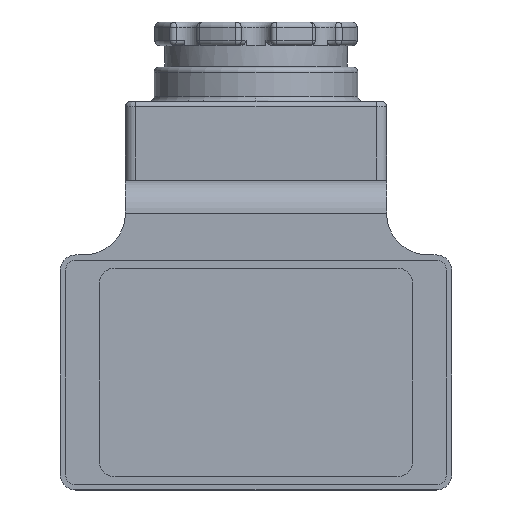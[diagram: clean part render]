
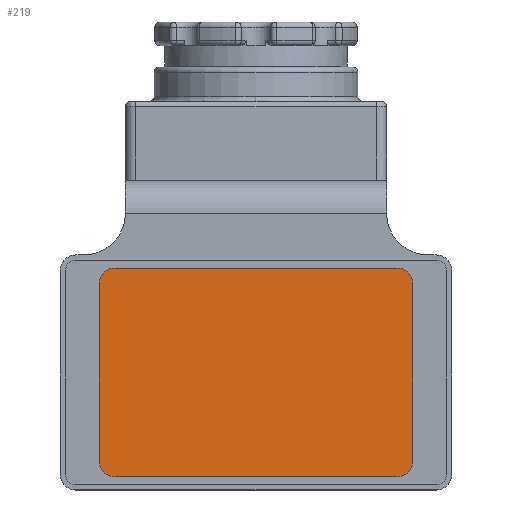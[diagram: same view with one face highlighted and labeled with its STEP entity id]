
A CAD part, top view. The second image highlights one B-rep face of the part: STEP entity #219.
In plain terms, the highlighted planar face has unit normal (0, 0, 1).
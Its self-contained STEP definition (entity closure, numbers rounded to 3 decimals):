
#33 = VERTEX_POINT('',#34);
#34 = CARTESIAN_POINT('',(2.721,17.77,1.42));
#40 = EDGE_CURVE('',#33,#41,#43,.T.);
#41 = VERTEX_POINT('',#42);
#42 = CARTESIAN_POINT('',(3.021,17.47,1.42));
#43 = CIRCLE('',#44,0.3);
#44 = AXIS2_PLACEMENT_3D('',#45,#46,#47);
#45 = CARTESIAN_POINT('',(2.721,17.47,1.42));
#46 = DIRECTION('',(0.,0.,-1.));
#47 = DIRECTION('',(0.,1.,0.));
#199 = EDGE_CURVE('',#200,#33,#202,.T.);
#200 = VERTEX_POINT('',#201);
#201 = CARTESIAN_POINT('',(-2.68,17.77,1.42));
#202 = LINE('',#203,#204);
#203 = CARTESIAN_POINT('',(-2.68,17.77,1.42));
#204 = VECTOR('',#205,1.);
#205 = DIRECTION('',(1.,0.,0.));
#219 = ADVANCED_FACE('',(#220),#273,.T.);
#220 = FACE_BOUND('',#221,.T.);
#221 = EDGE_LOOP('',(#222,#232,#241,#247,#248,#249,#258,#266));
#222 = ORIENTED_EDGE('',*,*,#223,.F.);
#223 = EDGE_CURVE('',#224,#226,#228,.T.);
#224 = VERTEX_POINT('',#225);
#225 = CARTESIAN_POINT('',(2.721,13.77,1.42));
#226 = VERTEX_POINT('',#227);
#227 = CARTESIAN_POINT('',(-2.68,13.77,1.42));
#228 = LINE('',#229,#230);
#229 = CARTESIAN_POINT('',(2.721,13.77,1.42));
#230 = VECTOR('',#231,1.);
#231 = DIRECTION('',(-1.,0.,0.));
#232 = ORIENTED_EDGE('',*,*,#233,.F.);
#233 = EDGE_CURVE('',#234,#224,#236,.T.);
#234 = VERTEX_POINT('',#235);
#235 = CARTESIAN_POINT('',(3.021,14.07,1.42));
#236 = CIRCLE('',#237,0.3);
#237 = AXIS2_PLACEMENT_3D('',#238,#239,#240);
#238 = CARTESIAN_POINT('',(2.721,14.07,1.42));
#239 = DIRECTION('',(0.,0.,-1.));
#240 = DIRECTION('',(1.,0.,0.));
#241 = ORIENTED_EDGE('',*,*,#242,.F.);
#242 = EDGE_CURVE('',#41,#234,#243,.T.);
#243 = LINE('',#244,#245);
#244 = CARTESIAN_POINT('',(3.021,17.47,1.42));
#245 = VECTOR('',#246,1.);
#246 = DIRECTION('',(0.,-1.,0.));
#247 = ORIENTED_EDGE('',*,*,#40,.F.);
#248 = ORIENTED_EDGE('',*,*,#199,.F.);
#249 = ORIENTED_EDGE('',*,*,#250,.F.);
#250 = EDGE_CURVE('',#251,#200,#253,.T.);
#251 = VERTEX_POINT('',#252);
#252 = CARTESIAN_POINT('',(-2.98,17.47,1.42));
#253 = CIRCLE('',#254,0.3);
#254 = AXIS2_PLACEMENT_3D('',#255,#256,#257);
#255 = CARTESIAN_POINT('',(-2.68,17.47,1.42));
#256 = DIRECTION('',(-0.,0.,-1.));
#257 = DIRECTION('',(-1.,0.,0.));
#258 = ORIENTED_EDGE('',*,*,#259,.F.);
#259 = EDGE_CURVE('',#260,#251,#262,.T.);
#260 = VERTEX_POINT('',#261);
#261 = CARTESIAN_POINT('',(-2.98,14.07,1.42));
#262 = LINE('',#263,#264);
#263 = CARTESIAN_POINT('',(-2.98,14.07,1.42));
#264 = VECTOR('',#265,1.);
#265 = DIRECTION('',(0.,1.,0.));
#266 = ORIENTED_EDGE('',*,*,#267,.F.);
#267 = EDGE_CURVE('',#226,#260,#268,.T.);
#268 = CIRCLE('',#269,0.3);
#269 = AXIS2_PLACEMENT_3D('',#270,#271,#272);
#270 = CARTESIAN_POINT('',(-2.68,14.07,1.42));
#271 = DIRECTION('',(-0.,0.,-1.));
#272 = DIRECTION('',(0.,-1.,0.));
#273 = PLANE('',#274);
#274 = AXIS2_PLACEMENT_3D('',#275,#276,#277);
#275 = CARTESIAN_POINT('',(0.021,25.77,1.42));
#276 = DIRECTION('',(0.,0.,1.));
#277 = DIRECTION('',(1.,0.,0.));
